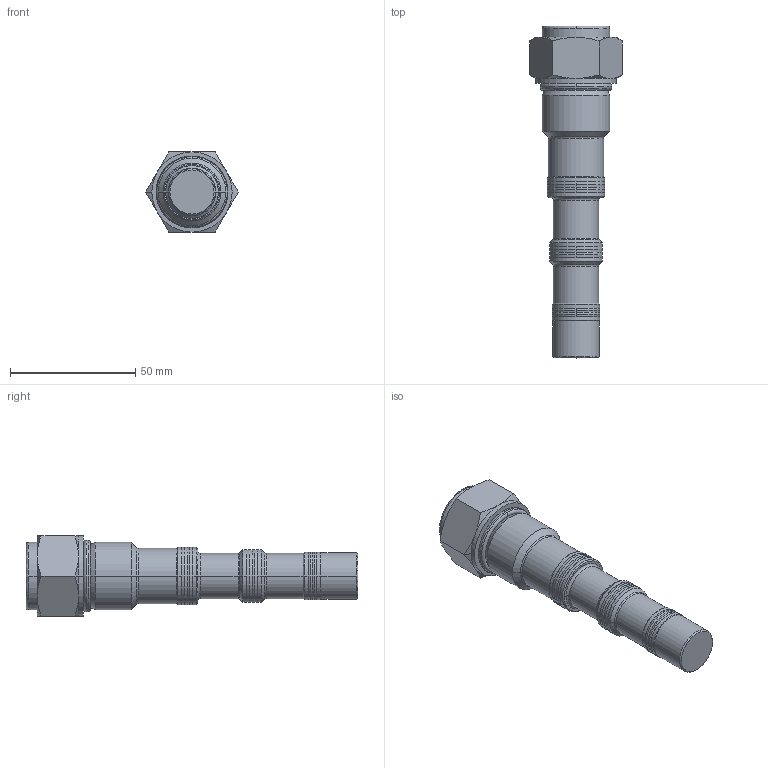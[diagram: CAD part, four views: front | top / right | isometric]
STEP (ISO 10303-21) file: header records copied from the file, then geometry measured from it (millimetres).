
FILE_DESCRIPTION (( 'STEP AP214' ), '1' );
FILE_NAME ('602.027_Kunde.STEP', '2017-03-15T09:28:15', ( 'User' ), ( '' ), 'SwSTEP 2.0', 'SolidWorks 2016', '' );
FILE_SCHEMA (( 'AUTOMOTIVE_DESIGN' ));
Length unit declared in the file: millimetre
Products named in the file (1): 602.027_Kunde
Bounding box: 36.95 x 132.4 x 32 mm (x, y, z)
Volume: 57684.6 mm3; surface area: 12063.3 mm2
Topology: 2 solids, 2 shells, 132 faces, 269 edges, 149 vertices
Faces by surface type: cone 58, cylinder 32, torus 22, plane 18, bspline 2
Entity records: 3938 total; most frequent: CARTESIAN_POINT 739, DIRECTION 664, ORIENTED_EDGE 538, AXIS2_PLACEMENT_3D 290, EDGE_CURVE 269, CIRCLE 159, VERTEX_POINT 149, EDGE_LOOP 142
